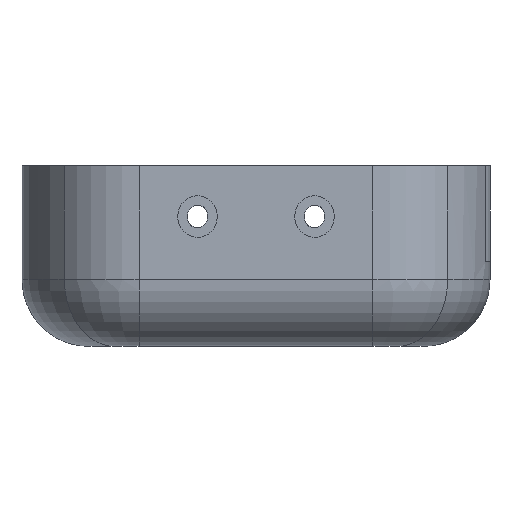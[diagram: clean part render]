
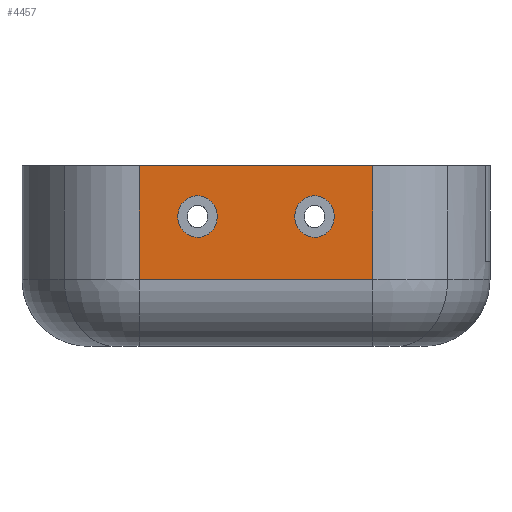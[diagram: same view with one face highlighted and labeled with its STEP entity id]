
A CAD part, front view. The second image highlights one B-rep face of the part: STEP entity #4457.
In plain terms, the highlighted planar face has unit normal (0, -1, 0).
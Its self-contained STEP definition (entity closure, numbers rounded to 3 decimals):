
#124 = CARTESIAN_POINT ( 'NONE',  ( -6.231, -42.901, 17.448 ) ) ;
#187 = CARTESIAN_POINT ( 'NONE',  ( -8.75, -42.901, 16.3 ) ) ;
#306 = B_SPLINE_CURVE_WITH_KNOTS ( 'NONE', 3,
 ( #2383, #3103, #4238, #5842, #6723, #6781, #5128, #9459, #6020 ),
 .UNSPECIFIED., .F., .F.,
 ( 4, 1, 1, 1, 1, 1, 4 ),
 ( 3.142, 3.534, 3.927, 4.712, 5.498, 5.89, 6.283 ),
 .UNSPECIFIED. ) ;
#462 = EDGE_CURVE ( 'NONE', #3436, #7660, #7355, .T. ) ;
#567 = CARTESIAN_POINT ( 'NONE',  ( 17.468, -42.901, 27. ) ) ;
#685 = LINE ( 'NONE', #567, #11272 ) ;
#924 = CARTESIAN_POINT ( 'NONE',  ( -22.5, -42.901, 27. ) ) ;
#1022 = CARTESIAN_POINT ( 'NONE',  ( -7.54, -42.901, 16.478 ) ) ;
#1033 = CARTESIAN_POINT ( 'NONE',  ( 7.54, -42.901, 16.478 ) ) ;
#1501 = ORIENTED_EDGE ( 'NONE', *, *, #8319, .F. ) ;
#1606 = CARTESIAN_POINT ( 'NONE',  ( -22.5, -42.901, 27. ) ) ;
#1702 = EDGE_CURVE ( 'NONE', #2555, #2094, #2606, .T. ) ;
#1714 = EDGE_LOOP ( 'NONE', ( #5653, #3798, #3470, #4035 ) ) ;
#1721 = AXIS2_PLACEMENT_3D ( 'NONE', #924, #4562, #3657 ) ;
#1768 = CARTESIAN_POINT ( 'NONE',  ( 8.75, -42.901, 16.3 ) ) ;
#1866 = FACE_OUTER_BOUND ( 'NONE', #1714, .T. ) ;
#2094 = VERTEX_POINT ( 'NONE', #6877 ) ;
#2127 = CARTESIAN_POINT ( 'NONE',  ( 17.468, -42.901, 10. ) ) ;
#2371 = CARTESIAN_POINT ( 'NONE',  ( 8.75, -42.901, 16.3 ) ) ;
#2383 = CARTESIAN_POINT ( 'NONE',  ( -8.75, -42.901, 22.5 ) ) ;
#2428 = DIRECTION ( 'NONE',  ( 1., 0., 0. ) ) ;
#2513 = VERTEX_POINT ( 'NONE', #9853 ) ;
#2555 = VERTEX_POINT ( 'NONE', #9911 ) ;
#2606 = LINE ( 'NONE', #1606, #9843 ) ;
#2807 = CARTESIAN_POINT ( 'NONE',  ( -6.231, -42.901, 21.352 ) ) ;
#2877 = CARTESIAN_POINT ( 'NONE',  ( 8.75, -42.901, 22.5 ) ) ;
#3016 = ORIENTED_EDGE ( 'NONE', *, *, #9589, .F. ) ;
#3103 = CARTESIAN_POINT ( 'NONE',  ( -9.153, -42.901, 22.5 ) ) ;
#3200 = DIRECTION ( 'NONE',  ( 0., 0., -1. ) ) ;
#3207 = CARTESIAN_POINT ( 'NONE',  ( 8.347, -42.901, 22.5 ) ) ;
#3431 = DIRECTION ( 'NONE',  ( 0., 0., 1. ) ) ;
#3436 = VERTEX_POINT ( 'NONE', #187 ) ;
#3470 = ORIENTED_EDGE ( 'NONE', *, *, #11614, .T. ) ;
#3551 = CARTESIAN_POINT ( 'NONE',  ( 11.269, -42.901, 21.352 ) ) ;
#3657 = DIRECTION ( 'NONE',  ( 0., 0., 1. ) ) ;
#3725 = CARTESIAN_POINT ( 'NONE',  ( 9.153, -42.901, 22.5 ) ) ;
#3798 = ORIENTED_EDGE ( 'NONE', *, *, #9956, .T. ) ;
#3989 = VERTEX_POINT ( 'NONE', #9295 ) ;
#4035 = ORIENTED_EDGE ( 'NONE', *, *, #10547, .T. ) ;
#4202 = CARTESIAN_POINT ( 'NONE',  ( -8.75, -42.901, 22.5 ) ) ;
#4238 = CARTESIAN_POINT ( 'NONE',  ( -9.96, -42.901, 22.322 ) ) ;
#4275 = B_SPLINE_CURVE_WITH_KNOTS ( 'NONE', 3,
 ( #1768, #5392, #10904, #9013, #9074, #3551, #10787, #3725, #9185 ),
 .UNSPECIFIED., .F., .F.,
 ( 4, 1, 1, 1, 1, 1, 4 ),
 ( 0., 0.393, 0.785, 1.571, 2.356, 2.749, 3.142 ),
 .UNSPECIFIED. ) ;
#4447 = LINE ( 'NONE', #11664, #5502 ) ;
#4457 = ADVANCED_FACE ( 'NONE', ( #7521, #1866, #9945 ), #5445, .F. ) ;
#4562 = DIRECTION ( 'NONE',  ( 0., 1., 0. ) ) ;
#4656 = CARTESIAN_POINT ( 'NONE',  ( -7.54, -42.901, 22.322 ) ) ;
#4713 = CARTESIAN_POINT ( 'NONE',  ( -8.347, -42.901, 22.5 ) ) ;
#4813 = ORIENTED_EDGE ( 'NONE', *, *, #7999, .F. ) ;
#4887 = CARTESIAN_POINT ( 'NONE',  ( -5.512, -42.901, 19.4 ) ) ;
#4998 = CARTESIAN_POINT ( 'NONE',  ( 5.512, -42.901, 19.4 ) ) ;
#5128 = CARTESIAN_POINT ( 'NONE',  ( -9.96, -42.901, 16.478 ) ) ;
#5392 = CARTESIAN_POINT ( 'NONE',  ( 9.153, -42.901, 16.3 ) ) ;
#5445 = PLANE ( 'NONE',  #1721 ) ;
#5502 = VECTOR ( 'NONE', #6939, 1000. ) ;
#5542 = CARTESIAN_POINT ( 'NONE',  ( -8.75, -42.901, 16.3 ) ) ;
#5653 = ORIENTED_EDGE ( 'NONE', *, *, #1702, .F. ) ;
#5842 = CARTESIAN_POINT ( 'NONE',  ( -11.269, -42.901, 21.352 ) ) ;
#6020 = CARTESIAN_POINT ( 'NONE',  ( -8.75, -42.901, 16.3 ) ) ;
#6564 = VECTOR ( 'NONE', #3200, 1000. ) ;
#6723 = CARTESIAN_POINT ( 'NONE',  ( -11.988, -42.901, 19.4 ) ) ;
#6781 = CARTESIAN_POINT ( 'NONE',  ( -11.269, -42.901, 17.448 ) ) ;
#6834 = CARTESIAN_POINT ( 'NONE',  ( 6.231, -42.901, 21.352 ) ) ;
#6869 = CARTESIAN_POINT ( 'NONE',  ( 8.75, -42.901, 22.5 ) ) ;
#6877 = CARTESIAN_POINT ( 'NONE',  ( 17.468, -42.901, 27. ) ) ;
#6939 = DIRECTION ( 'NONE',  ( 1., 0., 0. ) ) ;
#7042 = EDGE_LOOP ( 'NONE', ( #1501, #4813 ) ) ;
#7355 = B_SPLINE_CURVE_WITH_KNOTS ( 'NONE', 3,
 ( #5542, #7444, #1022, #124, #4887, #2807, #4656, #4713, #10288 ),
 .UNSPECIFIED., .F., .F.,
 ( 4, 1, 1, 1, 1, 1, 4 ),
 ( 0., 0.393, 0.785, 1.571, 2.356, 2.749, 3.142 ),
 .UNSPECIFIED. ) ;
#7444 = CARTESIAN_POINT ( 'NONE',  ( -8.347, -42.901, 16.3 ) ) ;
#7521 = FACE_BOUND ( 'NONE', #11450, .T. ) ;
#7660 = VERTEX_POINT ( 'NONE', #4202 ) ;
#7673 = CARTESIAN_POINT ( 'NONE',  ( 8.347, -42.901, 16.3 ) ) ;
#7733 = CARTESIAN_POINT ( 'NONE',  ( 7.54, -42.901, 22.322 ) ) ;
#7993 = ORIENTED_EDGE ( 'NONE', *, *, #462, .F. ) ;
#7999 = EDGE_CURVE ( 'NONE', #8585, #3989, #8535, .T. ) ;
#8319 = EDGE_CURVE ( 'NONE', #3989, #8585, #4275, .T. ) ;
#8535 = B_SPLINE_CURVE_WITH_KNOTS ( 'NONE', 3,
 ( #2877, #3207, #7733, #6834, #4998, #8570, #1033, #7673, #2371 ),
 .UNSPECIFIED., .F., .F.,
 ( 4, 1, 1, 1, 1, 1, 4 ),
 ( 3.142, 3.534, 3.927, 4.712, 5.498, 5.89, 6.283 ),
 .UNSPECIFIED. ) ;
#8570 = CARTESIAN_POINT ( 'NONE',  ( 6.231, -42.901, 17.448 ) ) ;
#8585 = VERTEX_POINT ( 'NONE', #6869 ) ;
#9013 = CARTESIAN_POINT ( 'NONE',  ( 11.269, -42.901, 17.448 ) ) ;
#9074 = CARTESIAN_POINT ( 'NONE',  ( 11.988, -42.901, 19.4 ) ) ;
#9185 = CARTESIAN_POINT ( 'NONE',  ( 8.75, -42.901, 22.5 ) ) ;
#9295 = CARTESIAN_POINT ( 'NONE',  ( 8.75, -42.901, 16.3 ) ) ;
#9459 = CARTESIAN_POINT ( 'NONE',  ( -9.153, -42.901, 16.3 ) ) ;
#9497 = CARTESIAN_POINT ( 'NONE',  ( -17.468, -42.901, 27. ) ) ;
#9589 = EDGE_CURVE ( 'NONE', #7660, #3436, #306, .T. ) ;
#9843 = VECTOR ( 'NONE', #2428, 1000. ) ;
#9853 = CARTESIAN_POINT ( 'NONE',  ( -17.468, -42.901, 10. ) ) ;
#9911 = CARTESIAN_POINT ( 'NONE',  ( -17.468, -42.901, 27. ) ) ;
#9945 = FACE_BOUND ( 'NONE', #7042, .T. ) ;
#9956 = EDGE_CURVE ( 'NONE', #2555, #2513, #10451, .T. ) ;
#10025 = VERTEX_POINT ( 'NONE', #2127 ) ;
#10288 = CARTESIAN_POINT ( 'NONE',  ( -8.75, -42.901, 22.5 ) ) ;
#10451 = LINE ( 'NONE', #9497, #6564 ) ;
#10547 = EDGE_CURVE ( 'NONE', #10025, #2094, #685, .T. ) ;
#10787 = CARTESIAN_POINT ( 'NONE',  ( 9.96, -42.901, 22.322 ) ) ;
#10904 = CARTESIAN_POINT ( 'NONE',  ( 9.96, -42.901, 16.478 ) ) ;
#11272 = VECTOR ( 'NONE', #3431, 1000. ) ;
#11450 = EDGE_LOOP ( 'NONE', ( #7993, #3016 ) ) ;
#11614 = EDGE_CURVE ( 'NONE', #2513, #10025, #4447, .T. ) ;
#11664 = CARTESIAN_POINT ( 'NONE',  ( -22.5, -42.901, 10. ) ) ;
